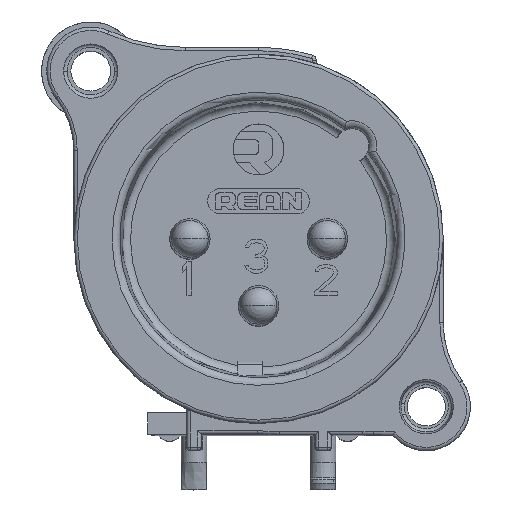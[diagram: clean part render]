
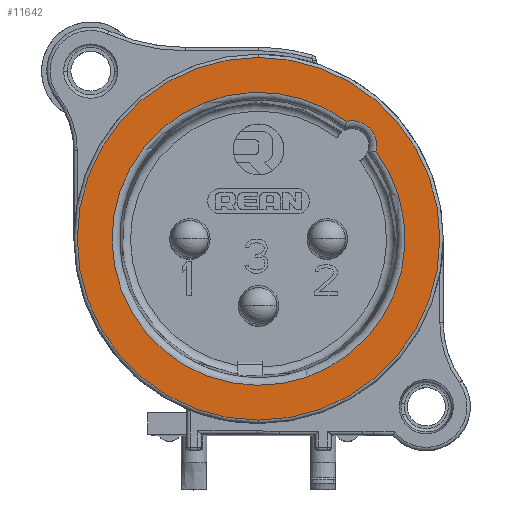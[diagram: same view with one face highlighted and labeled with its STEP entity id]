
A CAD part, top view. The second image highlights one B-rep face of the part: STEP entity #11642.
In plain terms, the highlighted planar face has unit normal (0, 0, 1).
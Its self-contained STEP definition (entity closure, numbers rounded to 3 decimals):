
#3088=CARTESIAN_POINT('',(0.,0.,2.7));
#3089=DIRECTION('',(0.,0.,-1.));
#3090=DIRECTION('',(0.,1.,0.));
#3091=AXIS2_PLACEMENT_3D('',#3088,#3089,#3090);
#3093=CARTESIAN_POINT('',(0.,0.,2.7));
#3094=DIRECTION('',(0.,0.,-1.));
#3095=DIRECTION('',(0.,-1.,0.));
#3096=AXIS2_PLACEMENT_3D('',#3093,#3094,#3095);
#3098=CARTESIAN_POINT('',(5.515,5.515,2.7));
#3099=DIRECTION('',(0.,0.,1.));
#3100=DIRECTION('',(0.972,-0.235,0.));
#3101=AXIS2_PLACEMENT_3D('',#3098,#3099,#3100);
#3103=CARTESIAN_POINT('',(0.,0.,2.7));
#3104=DIRECTION('',(0.,0.,1.));
#3105=DIRECTION('',(0.599,0.801,0.));
#3106=AXIS2_PLACEMENT_3D('',#3103,#3104,#3105);
#6835=CARTESIAN_POINT('',(0.,10.7,2.7));
#6836=VERTEX_POINT('',#6835);
#6837=CARTESIAN_POINT('',(0.,-10.7,2.7));
#6838=VERTEX_POINT('',#6837);
#6839=CARTESIAN_POINT('',(6.925,5.175,2.7));
#6840=CARTESIAN_POINT('',(5.175,6.925,2.7));
#6841=VERTEX_POINT('',#6839);
#6842=VERTEX_POINT('',#6840);
#11627=CARTESIAN_POINT('',(0.,0.,2.7));
#11628=DIRECTION('',(0.,0.,-1.));
#11629=DIRECTION('',(0.,-1.,0.));
#11630=AXIS2_PLACEMENT_3D('',#11627,#11628,#11629);
#11631=PLANE('',#11630);
#11632=ORIENTED_EDGE('',*,*,#11622,.T.);
#11633=ORIENTED_EDGE('',*,*,#11606,.T.);
#11634=EDGE_LOOP('',(#11632,#11633));
#11635=FACE_OUTER_BOUND('',#11634,.F.);
#11637=ORIENTED_EDGE('',*,*,#11636,.T.);
#11639=ORIENTED_EDGE('',*,*,#11638,.T.);
#11640=EDGE_LOOP('',(#11637,#11639));
#11641=FACE_BOUND('',#11640,.F.);
#11642=ADVANCED_FACE('',(#11635,#11641),#11631,.F.);
#3092=CIRCLE('',#3091,10.7);
#3097=CIRCLE('',#3096,10.7);
#3102=CIRCLE('',#3101,1.45);
#3107=CIRCLE('',#3106,8.645);
#11606=EDGE_CURVE('',#6838,#6836,#3097,.T.);
#11622=EDGE_CURVE('',#6836,#6838,#3092,.T.);
#11636=EDGE_CURVE('',#6841,#6842,#3102,.T.);
#11638=EDGE_CURVE('',#6842,#6841,#3107,.T.);
